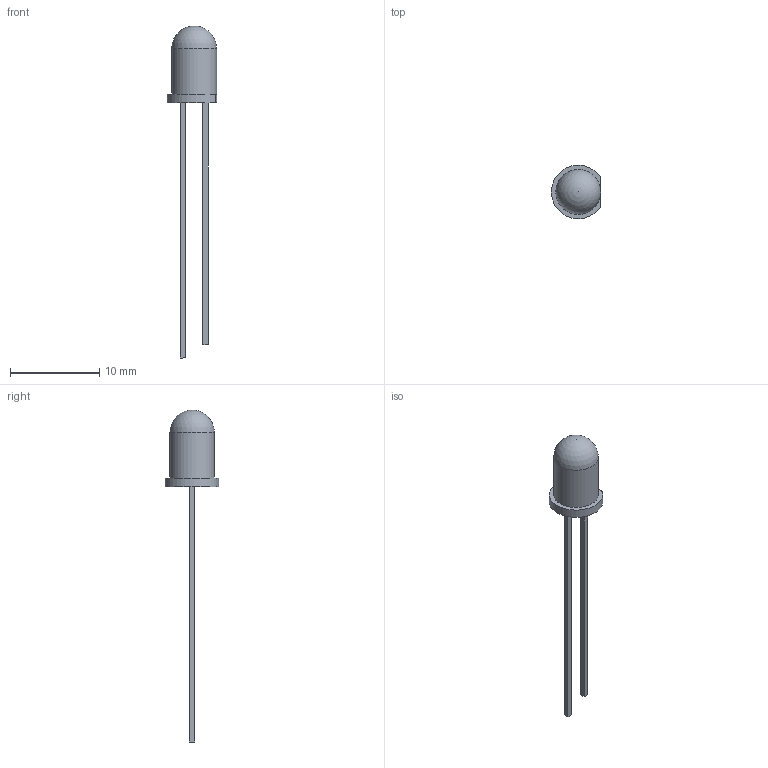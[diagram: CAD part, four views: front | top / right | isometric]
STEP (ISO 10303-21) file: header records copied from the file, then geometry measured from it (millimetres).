
FILE_DESCRIPTION(/* description */ ('Unknown'),/* implementation_level */ '2;1');
FILE_NAME(/* name */ '5mm LED Transparent',/* time_stamp */ '2022-10-21T14:02:55+03:00',/* author */ ('Unknown'),/* organization */ ('Unknown'),/* preprocessor_version */ 'ST-DEVELOPER v18.1',/* originating_system */ 'Solid Edge',/* authorisation */ 'Unknown');
FILE_SCHEMA (('AUTOMOTIVE_DESIGN {1 0 10303 214 3 1 1}'));
Length unit declared in the file: millimetre
Products named in the file (6): 5mm LED Transparent; Transparent Bulb; Cathode; Anode; Semiconductor Pill; Onner_Conductor
Assembly tree (5 placements, depth 2):
  5mm LED Transparent
    Transparent Bulb
    Cathode
    Anode
    Semiconductor Pill
    Onner_Conductor
Bounding box: 5.49 x 5.99 x 37.1 mm (x, y, z)
Volume: 97.2 mm3; surface area: 448.8 mm2
Topology: 5 solids, 5 shells, 56 faces, 126 edges, 81 vertices
Faces by surface type: plane 38, cylinder 12, bspline 3, sphere 2, torus 1
Full cylindrical faces by diameter (mm): 0.05 x3, 0.44 x2, 4 x1, 5 x1
Entity records: 1655 total; most frequent: CARTESIAN_POINT 303, DIRECTION 254, ORIENTED_EDGE 220, EDGE_CURVE 110, AXIS2_PLACEMENT_3D 85, LINE 84, VECTOR 84, VERTEX_POINT 78
